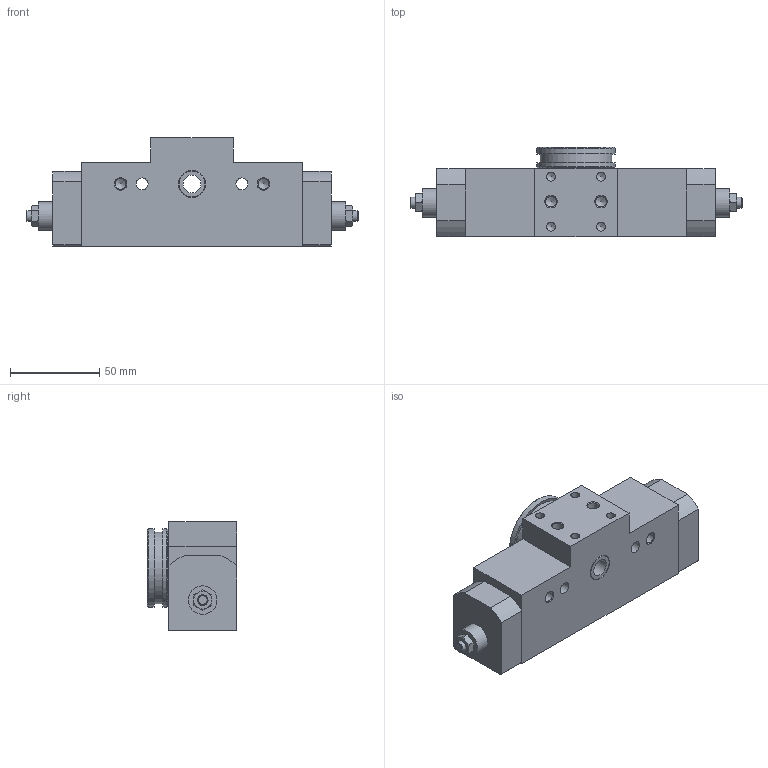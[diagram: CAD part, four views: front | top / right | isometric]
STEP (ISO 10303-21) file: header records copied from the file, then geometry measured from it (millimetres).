
FILE_DESCRIPTION(/* description */ (''),/* implementation_level */ '2;1');
FILE_NAME(/* name */ 'PAO-MC 20-A-N-RO-ID.STEP',/* time_stamp */ '2021-10-29T12:15:36+02:00',/* author */ ('Emilio'),/* organization */ (''),/* preprocessor_version */ 'ST-DEVELOPER v17.2',/* originating_system */ 'Autodesk Inventor 2019',/* authorisation */ '');
FILE_SCHEMA (('AUTOMOTIVE_DESIGN { 1 0 10303 214 3 1 1 }'));
Length unit declared in the file: millimetre
Products named in the file (3): PAO-MC 20-A-N-RO-ID; Corpo; Rotore
Assembly tree (2 placements, depth 2):
  PAO-MC 20-A-N-RO-ID
    Corpo
    Rotore
Bounding box: 186 x 50 x 61 mm (x, y, z)
Volume: 293032.4 mm3; surface area: 51453.4 mm2
Topology: 2 solids, 2 shells, 179 faces, 496 edges, 342 vertices
Faces by surface type: plane 73, cone 56, cylinder 50
Full cylindrical faces by diameter (mm): 4.2 x4, 5 x6, 6 x6, 6.7 x2, 8.566 x2, 10 x1, 10.5 x2, 14.4 x1, 15 x1, 15.2 x1, 16 x2, 17 x1, 20.1 x1, 21.5 x1, 29.5 x1, 37 x1, 40 x2, 40.5 x1, 44 x2
Entity records: 5911 total; most frequent: CARTESIAN_POINT 1105, DIRECTION 1044, ORIENTED_EDGE 964, EDGE_CURVE 482, AXIS2_PLACEMENT_3D 425, VERTEX_POINT 342, CIRCLE 240, EDGE_LOOP 226
